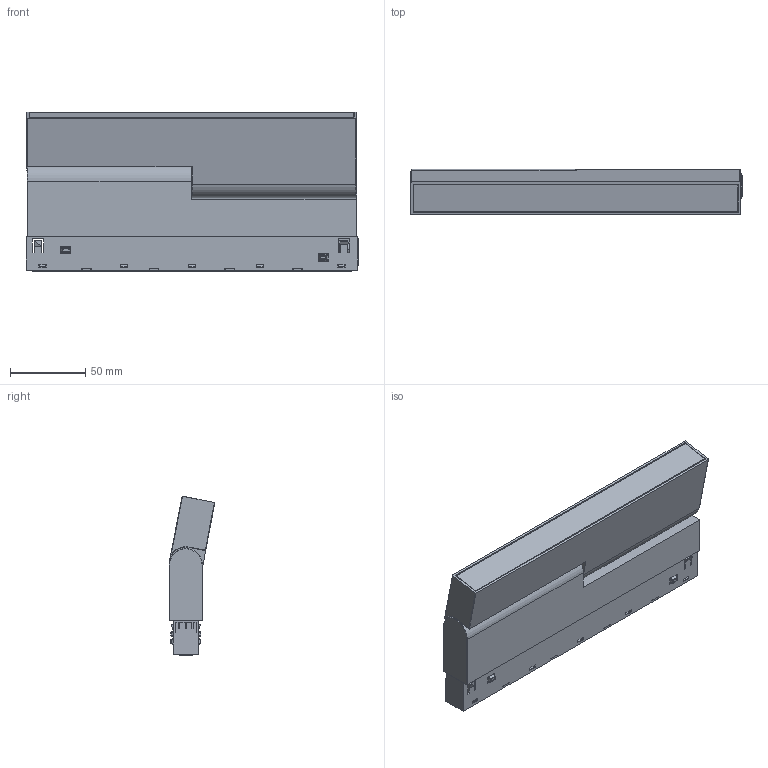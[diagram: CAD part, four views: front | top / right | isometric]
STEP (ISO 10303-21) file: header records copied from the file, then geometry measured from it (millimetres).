
FILE_DESCRIPTION (( 'STEP AP214' ), '1' );
FILE_NAME ('210-220.STEP', '2023-03-15T03:07:38', ( '微软用户' ), ( '微软中国' ), 'SwSTEP 2.0', 'SolidWorks 2018', '' );
FILE_SCHEMA (( 'AUTOMOTIVE_DESIGN' ));
Length unit declared in the file: millimetre
Products named in the file (32): 210-220-嫖埭; 蛌粣B杶璃; 210-220-PC欶; TAOTONG; M3X8埴翐芛囀鞠褒; LUOSI; 20萇埭碟郪璃-220   22.5.31; 蛌粣A; 棠柲唅蛌結遠; 203-220奻腑极; 棠柲蛌唅挴誹; 203-220狟腑极; 棠柲唅蛌裔; 125x13.7mm磁吸驱动; 210-220; 萇埭碟偌瑩; 絳萇肣え-B; 絳萇肣え-A; 20萇埭碟奻裔郪璃-220; 棠沺郪璃; 25X5X2棠沺; 棠沺遺; 210-110-C毀嫖祧; 20萇埭碟奻裔-220; 210-220-C毀嫖祧; 20萇埭碟狟裔-220; 210-110-A毀嫖祧; M3X4埴芛囀鞠褒蹟佪.; 210-220-A毀嫖祧; M3X6麥芛坋趼蹟佪; 210-220-B毀嫖祧; 203-220-奻腑极裔
Assembly tree (39 placements, depth 5):
  210-220
    203-220狟腑极
    203-220奻腑极
    蛌粣A
    蛌粣B杶璃
      LUOSI
      TAOTONG
    203-220-奻腑极裔
    M3X6麥芛坋趼蹟佪  x2
    M3X4埴芛囀鞠褒蹟佪.  x2
    20萇埭碟郪璃-220   22.5.31
      20萇埭碟狟裔-220
      20萇埭碟奻裔郪璃-220
        20萇埭碟奻裔-220
        棠沺郪璃  x2
          棠沺遺
          25X5X2棠沺
      絳萇肣え-A  x2
      絳萇肣え-B  x2
      萇埭碟偌瑩
      125x13.7mm磁吸驱动
      棠柲唅蛌裔
      棠柲蛌唅挴誹
      棠柲唅蛌結遠
    M3X8埴翐芛囀鞠褒  x4
    210-220-PC欶
    210-220-嫖埭
    210-220-B毀嫖祧
    210-220-A毀嫖祧
    210-110-A毀嫖祧
    210-220-C毀嫖祧
    210-110-C毀嫖祧
Bounding box: 220.05 x 30.4 x 105.8 mm (x, y, z)
Volume: 181461.5 mm3; surface area: 188070 mm2
Topology: 36 solids, 36 shells, 2876 faces, 7314 edges, 4543 vertices
Faces by surface type: plane 1394, cylinder 719, bspline 475, cone 119, torus 106, sphere 63
Entity records: 95870 total; most frequent: CARTESIAN_POINT 36146, ORIENTED_EDGE 12844, DIRECTION 10701, EDGE_CURVE 6422, VERTEX_POINT 4065, VECTOR 4021, LINE 4021, AXIS2_PLACEMENT_3D 3340
